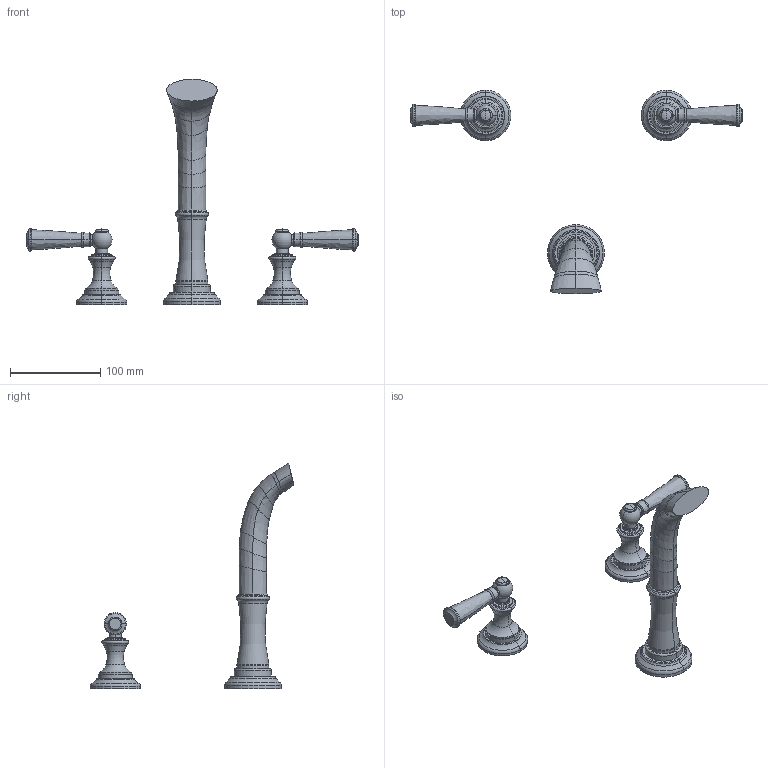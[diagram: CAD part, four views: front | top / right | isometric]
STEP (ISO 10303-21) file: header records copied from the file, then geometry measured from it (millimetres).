
FILE_DESCRIPTION((''),'2;1');
FILE_NAME('3-2455_SW0001','2020-12-01T16:11:41',('rsmith'),(''),'CREO PARAMETRIC BY PTC INC, 2018400','CREO PARAMETRIC BY PTC INC, 2018400','');
FILE_SCHEMA(('AUTOMOTIVE_DESIGN { 1 0 10303 214 1 1 1 1 }'));
Length unit declared in the file: inch
Products named in the file (1): 3-2455_SW0001
Bounding box: 367.67 x 225.75 x 249.67 mm (x, y, z)
Volume: 367640.3 mm3; surface area: 64053.9 mm2
Topology: 3 solids, 3 shells, 217 faces, 436 edges, 244 vertices
Faces by surface type: torus 100, cylinder 42, bspline 36, plane 29, sphere 8, cone 2
Entity records: 10533 total; most frequent: CARTESIAN_POINT 2991, DIRECTION 1056, ORIENTED_EDGE 864, PRESENTATION_STYLE_ASSIGNMENT 652, AXIS2_PLACEMENT_3D 501, STYLED_ITEM 435, CURVE_STYLE 432, EDGE_CURVE 432
